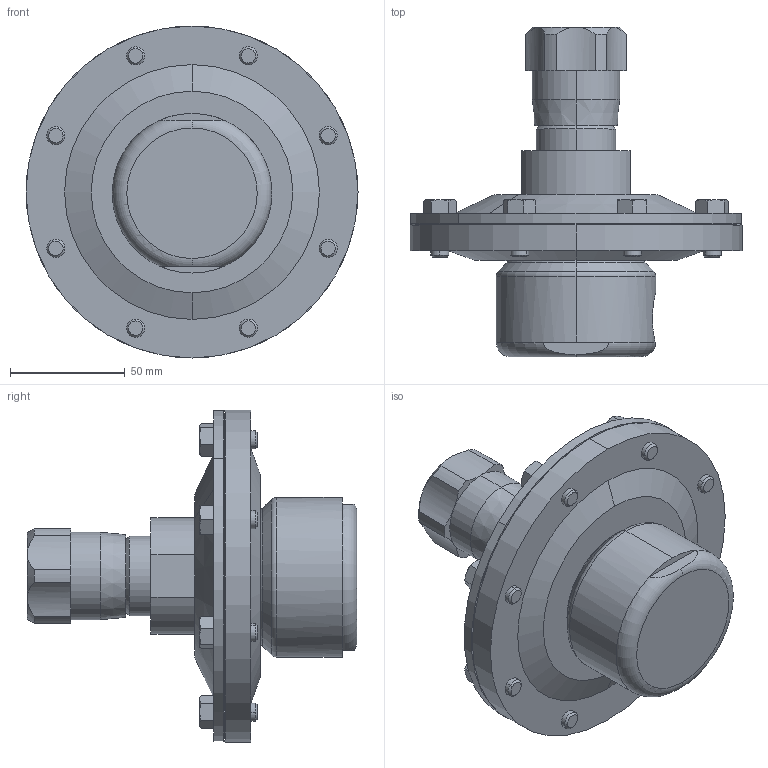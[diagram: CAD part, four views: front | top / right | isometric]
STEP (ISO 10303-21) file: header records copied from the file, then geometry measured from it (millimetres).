
FILE_DESCRIPTION (( 'STEP AP203' ), '1' );
FILE_NAME ('JSRLFLP-050-CA.STEP', '2017-06-27T12:54:40', ( '' ), ( '' ), 'SwSTEP 2.0', 'SolidWorks 2014', '' );
FILE_SCHEMA (( 'CONFIG_CONTROL_DESIGN' ));
Length unit declared in the file: inch
Products named in the file (2): JSRLFLP-050-CA
Bounding box: 144.78 x 143.74 x 144.78 mm (x, y, z)
Volume: 600012.4 mm3; surface area: 101175.3 mm2
Topology: 1 solids, 2 shells, 305 faces, 677 edges, 412 vertices
Faces by surface type: cone 130, plane 99, cylinder 70, torus 6
Entity records: 9348 total; most frequent: CARTESIAN_POINT 2416, DIRECTION 1473, ORIENTED_EDGE 1354, EDGE_CURVE 677, AXIS2_PLACEMENT_3D 613, VERTEX_POINT 412, EDGE_LOOP 355, CIRCLE 306
